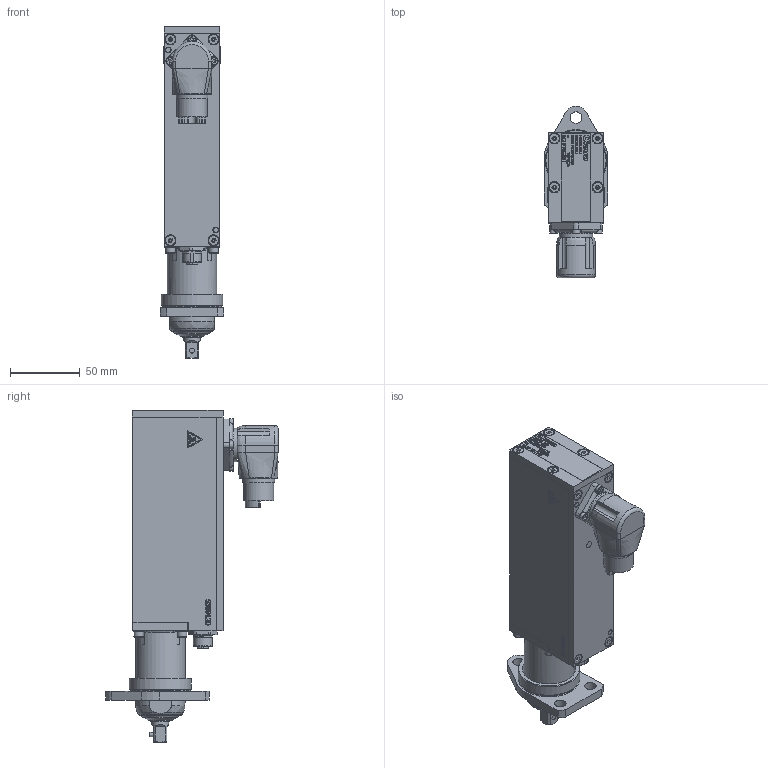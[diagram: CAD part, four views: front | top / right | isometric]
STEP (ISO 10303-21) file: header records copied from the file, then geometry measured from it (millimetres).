
FILE_DESCRIPTION(/* description */ (''),/* implementation_level */ '2;1');
FILE_NAME(/* name */ '50MSD32D3E_IAM_001.iam.step',/* time_stamp */ '2021-03-09T11:58:20+01:00',/* author */ ('cideon'),/* organization */ (''),/* preprocessor_version */ 'ST-DEVELOPER v17.2',/* originating_system */ 'Autodesk Inventor 2019',/* authorisation */ '');
FILE_SCHEMA (('AUTOMOTIVE_DESIGN { 1 0 10303 214 3 1 1 }'));
Products named in the file (1): Bauteil2
Bounding box: 45.72 x 123.37 x 237.79 mm (x, y, z)
Volume: 243625.5 mm3; surface area: 118715.4 mm2
Topology: 2 solids, 78 shells, 2674 faces, 7329 edges, 4867 vertices
Faces by surface type: plane 1445, bspline 644, cylinder 456, cone 92, torus 37
Full cylindrical faces by diameter (mm): 0.9 x8, 1.1 x8, 2 x8, 2.459 x7, 2.946 x1, 2.966 x6, 3.226 x1, 3.242 x3, 4 x3, 5.1 x4, 5.5 x4, 7 x12, 8 x8, 8.331 x3, 10 x3, 10.744 x1, 10.92 x4, 11.252 x2, 11.43 x2, 11.811 x1, 11.925 x2, 11.977 x1, 12.078 x1, 12.1 x1, 12.2 x1, 13.36 x1, 14.3 x1, 14.6 x1, 15 x1, 16.2 x1
Entity records: 109864 total; most frequent: CARTESIAN_POINT 42929, ORIENTED_EDGE 14464, DIRECTION 11421, EDGE_CURVE 7308, VERTEX_POINT 4867, LINE 4205, VECTOR 4205, AXIS2_PLACEMENT_3D 3608
